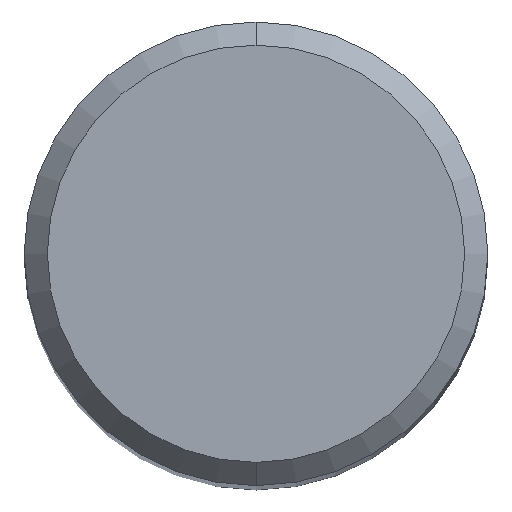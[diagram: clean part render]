
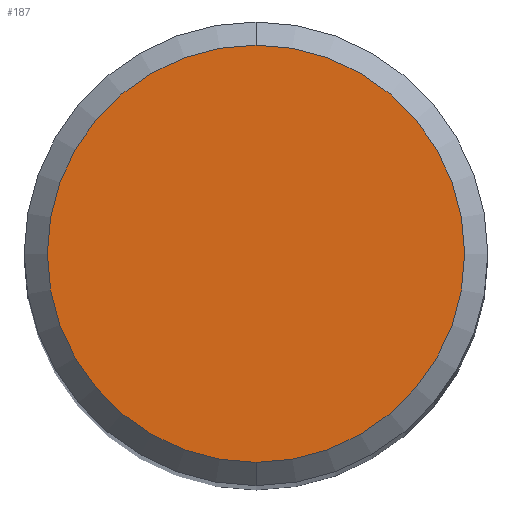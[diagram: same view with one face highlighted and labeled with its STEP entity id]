
A CAD part, top view. The second image highlights one B-rep face of the part: STEP entity #187.
In plain terms, the highlighted planar face has unit normal (0, 0, 1).
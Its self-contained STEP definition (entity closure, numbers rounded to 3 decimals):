
#121=VERTEX_POINT('',#256);
#123=VERTEX_POINT('',#258);
#177=EDGE_CURVE('',#123,#121,#320,.T.);
#187=ADVANCED_FACE('',(#331),#332,.T.);
#191=EDGE_CURVE('',#121,#123,#336,.T.);
#256=CARTESIAN_POINT('',(0.,-3.6,0.0));
#258=CARTESIAN_POINT('',(0.0,3.6,0.0));
#320=CIRCLE('',#490,3.6);
#331=FACE_OUTER_BOUND('',#501,.T.);
#332=PLANE('',#502);
#336=CIRCLE('',#507,3.6);
#490=AXIS2_PLACEMENT_3D('',#651,#652,#653);
#501=EDGE_LOOP('',(#663,#664));
#502=AXIS2_PLACEMENT_3D('',#665,#666,#667);
#507=AXIS2_PLACEMENT_3D('',#668,#669,#670);
#651=CARTESIAN_POINT('',(0.0,0.0,0.0));
#652=DIRECTION('',(0.0,0.0,-1.0));
#653=DIRECTION('',(0.0,1.0,0.0));
#663=ORIENTED_EDGE('',*,*,#177,.F.);
#664=ORIENTED_EDGE('',*,*,#191,.F.);
#665=CARTESIAN_POINT('',(0.0,1.8,0.0));
#666=DIRECTION('',(-0.0,0.0,1.0));
#667=DIRECTION('',(0.0,-1.0,0.0));
#668=CARTESIAN_POINT('',(0.0,0.0,0.0));
#669=DIRECTION('',(0.0,0.0,-1.0));
#670=DIRECTION('',(0.0,1.0,0.0));
